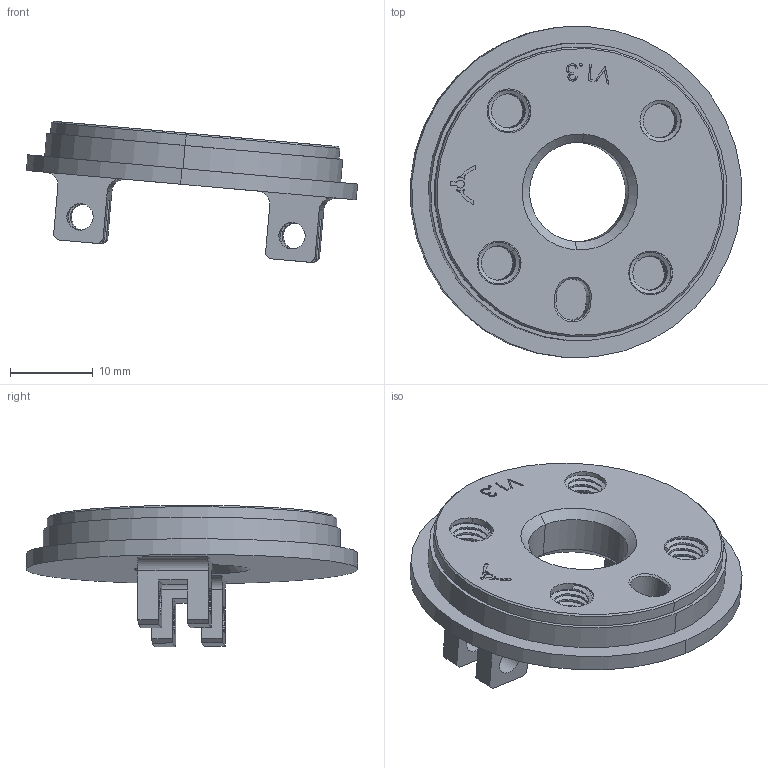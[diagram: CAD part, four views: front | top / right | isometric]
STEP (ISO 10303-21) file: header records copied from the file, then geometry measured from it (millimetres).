
FILE_DESCRIPTION (( 'STEP AP214' ), '1' );
FILE_NAME ('Bolt Pattern-Research Wrist V1.3.1-URDF.STEP', '2022-06-03T21:31:40', ( '' ), ( '' ), 'SwSTEP 2.0', 'SolidWorks 2022', '' );
FILE_SCHEMA (( 'AUTOMOTIVE_DESIGN' ));
Length unit declared in the file: metre
Products named in the file (1): Bolt Pattern-Research Wrist V1.3.1-URDF
Bounding box: 39.93 x 39.91 x 17.06 mm (x, y, z)
Volume: 5995.7 mm3; surface area: 4338.8 mm2
Topology: 1 solids, 1 shells, 245 faces, 647 edges, 420 vertices
Faces by surface type: cylinder 98, plane 79, bspline 44, cone 24
Entity records: 13105 total; most frequent: CARTESIAN_POINT 7491, ORIENTED_EDGE 1294, DIRECTION 1003, EDGE_CURVE 647, VERTEX_POINT 420, AXIS2_PLACEMENT_3D 350, LINE 303, VECTOR 303
